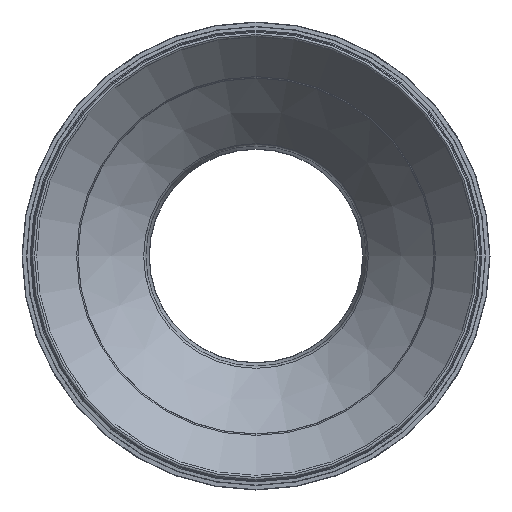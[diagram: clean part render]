
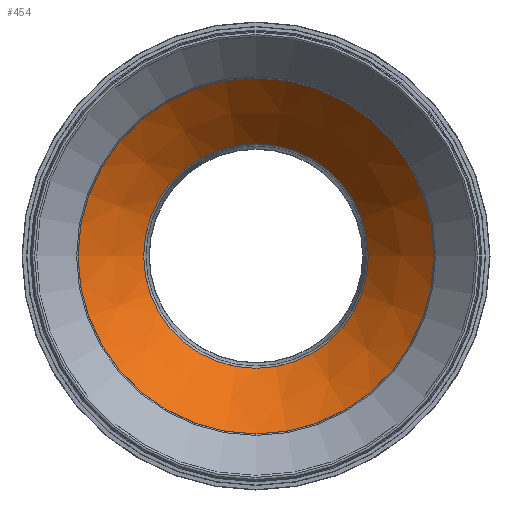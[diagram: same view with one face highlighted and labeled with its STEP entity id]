
A CAD part, front view. The second image highlights one B-rep face of the part: STEP entity #454.
In plain terms, the highlighted conical face has half-angle 41.343 degrees and reference radius 80.412 mm.
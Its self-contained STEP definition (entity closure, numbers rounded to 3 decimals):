
#420=CARTESIAN_POINT('',(98.578,76.735,0.0));
#421=VERTEX_POINT('',#420);
#422=CARTESIAN_POINT('',(0.0,76.735,0.0));
#423=DIRECTION('',(0.0,-1.0,0.0));
#424=DIRECTION('',(1.0,0.0,0.0));
#425=AXIS2_PLACEMENT_3D('',#422,#423,#424);
#426=CIRCLE('',#425,98.578);
#427=EDGE_CURVE('',#421,#421,#426,.T.);
#435=CARTESIAN_POINT('',(0.0,97.381,0.0));
#436=DIRECTION('',(0.0,-1.0,0.0));
#437=DIRECTION('',(1.0,0.0,0.0));
#438=AXIS2_PLACEMENT_3D('',#435,#436,#437);
#439=CONICAL_SURFACE('',#438,80.412,41.343);
#440=CARTESIAN_POINT('',(62.247,118.027,0.0));
#441=VERTEX_POINT('',#440);
#442=CARTESIAN_POINT('',(0.0,118.027,0.0));
#443=DIRECTION('',(0.0,-1.0,0.0));
#444=DIRECTION('',(1.0,0.0,0.0));
#445=AXIS2_PLACEMENT_3D('',#442,#443,#444);
#446=CIRCLE('',#445,62.247);
#447=EDGE_CURVE('',#441,#441,#446,.T.);
#448=ORIENTED_EDGE('',*,*,#447,.F.);
#449=EDGE_LOOP('',(#448));
#450=FACE_OUTER_BOUND('',#449,.T.);
#451=ORIENTED_EDGE('',*,*,#427,.T.);
#452=EDGE_LOOP('',(#451));
#453=FACE_BOUND('',#452,.T.);
#454=ADVANCED_FACE('',(#450,#453),#439,.F.);
